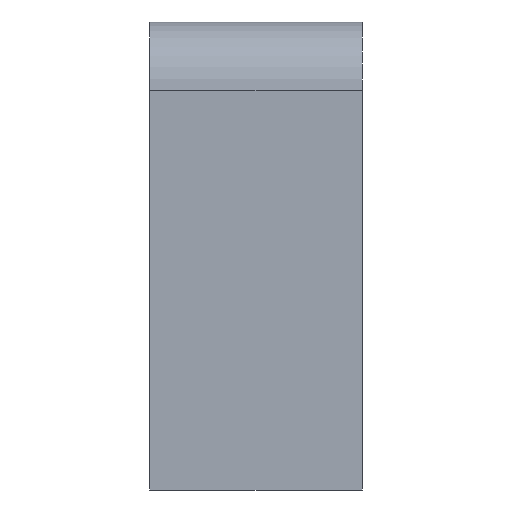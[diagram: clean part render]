
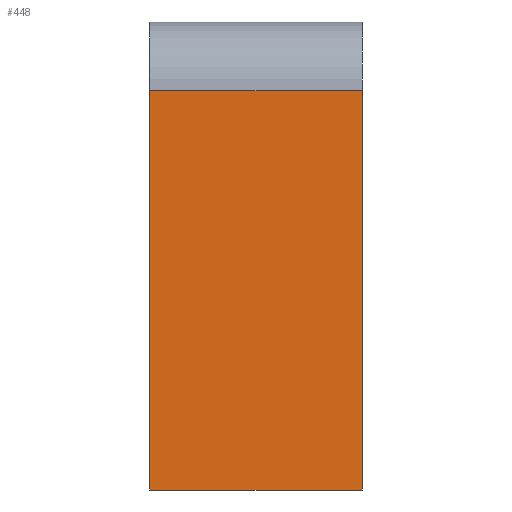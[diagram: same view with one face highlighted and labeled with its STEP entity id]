
A CAD part, left-side view. The second image highlights one B-rep face of the part: STEP entity #448.
In plain terms, the highlighted planar face has unit normal (-1, 0, 0).
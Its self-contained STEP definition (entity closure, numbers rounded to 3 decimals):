
#2=DIRECTION('',(0.,0.,1.));
#3=VECTOR('',#2,46.9);
#4=CARTESIAN_POINT('',(-27.25,0.,-51.4));
#5=LINE('',#4,#3);
#54=DIRECTION('',(0.,1.,0.));
#55=VECTOR('',#54,25.);
#56=CARTESIAN_POINT('',(-27.25,0.,-51.4));
#57=LINE('',#56,#55);
#98=DIRECTION('',(0.,1.,0.));
#99=VECTOR('',#98,25.);
#100=CARTESIAN_POINT('',(-27.25,0.,-4.5));
#101=LINE('',#100,#99);
#102=DIRECTION('',(0.,0.,1.));
#103=VECTOR('',#102,46.9);
#104=CARTESIAN_POINT('',(-27.25,25.,-51.4));
#105=LINE('',#104,#103);
#306=CARTESIAN_POINT('',(-27.25,0.,-51.4));
#307=CARTESIAN_POINT('',(-27.25,0.,-4.5));
#308=VERTEX_POINT('',#306);
#309=VERTEX_POINT('',#307);
#330=CARTESIAN_POINT('',(-27.25,25.,-51.4));
#331=CARTESIAN_POINT('',(-27.25,25.,-4.5));
#332=VERTEX_POINT('',#330);
#333=VERTEX_POINT('',#331);
#434=CARTESIAN_POINT('',(-27.25,0.,-51.4));
#435=DIRECTION('',(-1.,0.,0.));
#436=DIRECTION('',(0.,0.,1.));
#437=AXIS2_PLACEMENT_3D('',#434,#435,#436);
#438=PLANE('',#437);
#439=ORIENTED_EDGE('',*,*,#407,.F.);
#441=ORIENTED_EDGE('',*,*,#440,.T.);
#443=ORIENTED_EDGE('',*,*,#442,.T.);
#445=ORIENTED_EDGE('',*,*,#444,.F.);
#446=EDGE_LOOP('',(#439,#441,#443,#445));
#447=FACE_OUTER_BOUND('',#446,.F.);
#448=ADVANCED_FACE('',(#447),#438,.T.);
#407=EDGE_CURVE('',#308,#309,#5,.T.);
#440=EDGE_CURVE('',#308,#332,#57,.T.);
#442=EDGE_CURVE('',#332,#333,#105,.T.);
#444=EDGE_CURVE('',#309,#333,#101,.T.);
